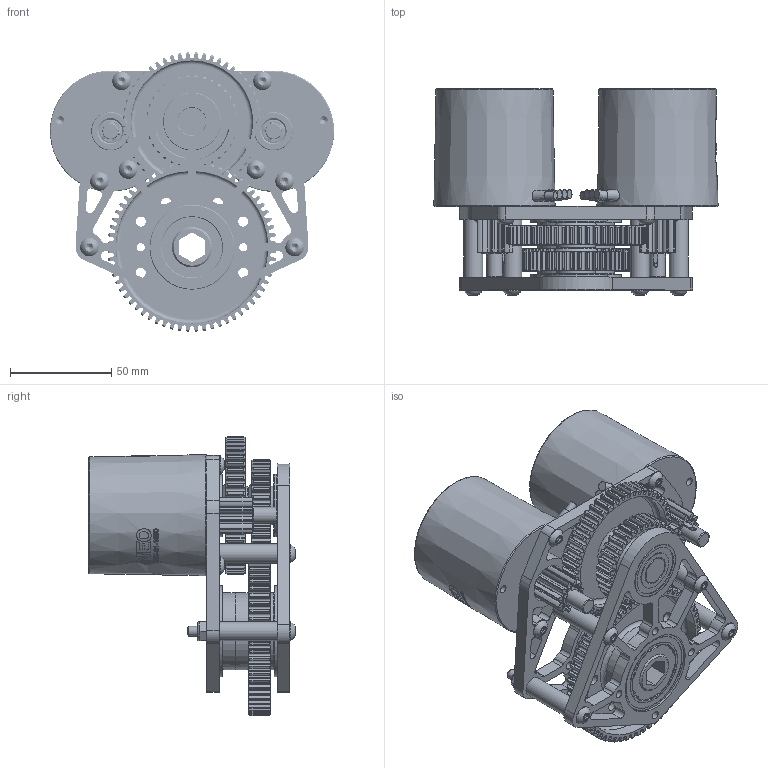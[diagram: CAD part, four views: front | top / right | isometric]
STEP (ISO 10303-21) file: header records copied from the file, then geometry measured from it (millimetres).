
FILE_DESCRIPTION(/* description */ ('STEP AP203'),/* implementation_level */ '2;1');
FILE_NAME(/* name */ '62715874e062eb5a047cefe8',/* time_stamp */ '2022-05-03T16:29:47+00:00',/* author */ (''),/* organization */ (''),/* preprocessor_version */ 'ST-DEVELOPER v18.101',/* originating_system */ ' ',/* authorisation */ ' ');
FILE_SCHEMA (('CONFIG_CONTROL_DESIGN'));
Products named in the file (24): 2 Motor Drivetrain Gearbox - Through Bore (REV-21-2190); 20DP Gear - MAXSpline - 64T (REV-21-3026); REV-21-2190-P02; REV-29-1016; #10 Spacer; REV-21-1650; #10 Button Head Cap Screw; F6806ZZ; 1/2in Hex Through Bore Shaft (REV-21-2079); Flanged Bearing for 1/2in Rounded Hex (REV-21-1916); 20DP NEO Pinion Gear - 11 Tooth (REV-21-1999); 20DP Gear - 1/2in Hex - 34T (REV-21-1928); REV-21-2190-P01; REV-21-2190-P03; Shaft Key - 2x2x20mm (REV-21-2599); MAXSpline Spacer; 20DP Gear - 1/2in Hex - 52T (REV-21-1937); External Retaining Ring - 8mm (REV-29-2598)
Assembly tree (42 placements, depth 2):
  2 Motor Drivetrain Gearbox - Through Bore (REV-21-2190)
    20DP Gear - MAXSpline - 64T (REV-21-3026)
    REV-21-2190-P02
    REV-29-1016  x2
    REV-29-1016  x2
    #10 Spacer  x4
    REV-21-1650  x2
    #10 Button Head Cap Screw  x4
    F6806ZZ  x2
    F6806ZZ  x2
    F6806ZZ  x2
    F6806ZZ  x2
    1/2in Hex Through Bore Shaft (REV-21-2079)
    Flanged Bearing for 1/2in Rounded Hex (REV-21-1916)  x2
    #10 Button Head Cap Screw  x2
    20DP NEO Pinion Gear - 11 Tooth (REV-21-1999)  x2
    20DP Gear - 1/2in Hex - 34T (REV-21-1928)
    REV-21-2190-P01
    #10 Button Head Cap Screw  x2
    REV-21-2190-P03
    Shaft Key - 2x2x20mm (REV-21-2599)  x2
    MAXSpline Spacer
    20DP Gear - 1/2in Hex - 52T (REV-21-1937)
    External Retaining Ring - 8mm (REV-29-2598)  x2
Bounding box: 140.68 x 102.1 x 138.32 mm (x, y, z)
Volume: 478790 mm3; surface area: 155672.5 mm2
Topology: 42 solids, 42 shells, 5650 faces, 15791 edges, 10444 vertices
Faces by surface type: cylinder 2085, plane 1612, bspline 1170, cone 525, sphere 182, torus 76
Full cylindrical faces by diameter (mm): 3.81 x2, 4.039 x18, 4.091 x4, 4.826 x8, 5 x24, 6.08 x4, 8 x2, 9.169 x8, 9.525 x4, 13 x2, 13.75 x2, 19.05 x8, 19.101 x2, 25.4 x4, 27.559 x2, 28.575 x4, 30 x2, 31.115 x2, 32.923 x8, 37.72 x1, 38.1 x1, 39.077 x8, 41.3 x2, 42 x4, 45 x2, 60.58 x1, 75.592 x1
Entity records: 153932 total; most frequent: CARTESIAN_POINT 58031, ORIENTED_EDGE 21510, DIRECTION 17528, EDGE_CURVE 10755, VERTEX_POINT 7217, AXIS2_PLACEMENT_3D 6920, FACE_BOUND 4264, EDGE_LOOP 4257
